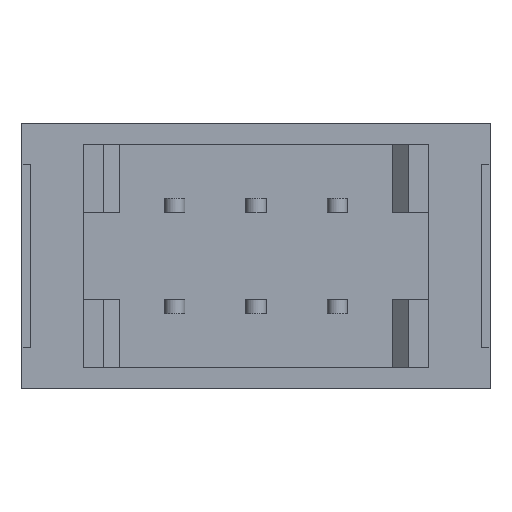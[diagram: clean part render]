
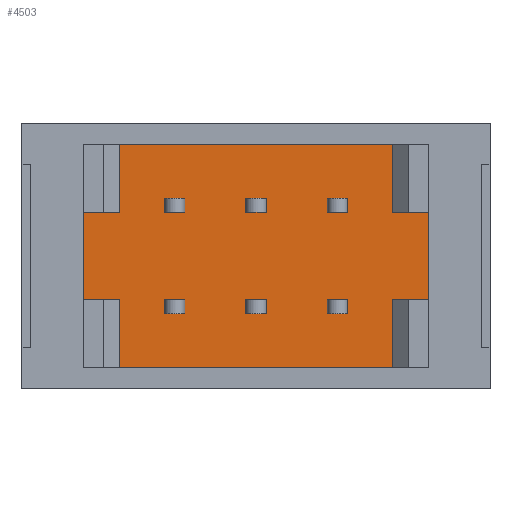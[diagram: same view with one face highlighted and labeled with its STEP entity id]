
A CAD part, front view. The second image highlights one B-rep face of the part: STEP entity #4503.
In plain terms, the highlighted planar face has unit normal (0, -1, 0).
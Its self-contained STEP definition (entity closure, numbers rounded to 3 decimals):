
#197 = EDGE_CURVE ( 'NONE', #1921, #3176, #1684, .T. ) ;
#287 = CARTESIAN_POINT ( 'NONE',  ( -5.75, 0.4, -1.075 ) ) ;
#302 = CARTESIAN_POINT ( 'NONE',  ( 3.35, 0.4, 3.25 ) ) ;
#307 = CARTESIAN_POINT ( 'NONE',  ( 3.35, 0.4, -1.075 ) ) ;
#350 = VECTOR ( 'NONE', #3445, 1000. ) ;
#351 = CARTESIAN_POINT ( 'NONE',  ( -3.35, 0.4, 3.25 ) ) ;
#353 = CARTESIAN_POINT ( 'NONE',  ( -3.35, 0.4, 2.75 ) ) ;
#404 = EDGE_CURVE ( 'NONE', #3176, #2549, #4379, .T. ) ;
#465 = VERTEX_POINT ( 'NONE', #602 ) ;
#557 = VERTEX_POINT ( 'NONE', #2241 ) ;
#587 = LINE ( 'NONE', #353, #3533 ) ;
#602 = CARTESIAN_POINT ( 'NONE',  ( 3.35, 0.4, -2.75 ) ) ;
#628 = ORIENTED_EDGE ( 'NONE', *, *, #3262, .T. ) ;
#665 = CARTESIAN_POINT ( 'NONE',  ( -3.35, 0.4, -2.75 ) ) ;
#667 = ORIENTED_EDGE ( 'NONE', *, *, #966, .T. ) ;
#685 = ORIENTED_EDGE ( 'NONE', *, *, #2645, .F. ) ;
#744 = CARTESIAN_POINT ( 'NONE',  ( -4.25, 0.4, 1.075 ) ) ;
#775 = CARTESIAN_POINT ( 'NONE',  ( -4.25, 0.4, 3.25 ) ) ;
#848 = VERTEX_POINT ( 'NONE', #4295 ) ;
#966 = EDGE_CURVE ( 'NONE', #3107, #557, #4314, .T. ) ;
#972 = VECTOR ( 'NONE', #2349, 1000. ) ;
#1025 = DIRECTION ( 'NONE',  ( 1., 0., 0. ) ) ;
#1034 = EDGE_CURVE ( 'NONE', #2549, #3239, #1480, .T. ) ;
#1181 = DIRECTION ( 'NONE',  ( 1., 0., 0. ) ) ;
#1239 = DIRECTION ( 'NONE',  ( 0., 0., -1. ) ) ;
#1258 = VERTEX_POINT ( 'NONE', #2366 ) ;
#1265 = ORIENTED_EDGE ( 'NONE', *, *, #3945, .T. ) ;
#1331 = VECTOR ( 'NONE', #2886, 1000. ) ;
#1393 = CARTESIAN_POINT ( 'NONE',  ( -5.75, 0.4, -1.075 ) ) ;
#1468 = VERTEX_POINT ( 'NONE', #744 ) ;
#1480 = LINE ( 'NONE', #3688, #4654 ) ;
#1490 = DIRECTION ( 'NONE',  ( 0., 0., 1. ) ) ;
#1524 = CARTESIAN_POINT ( 'NONE',  ( -4.25, 0.4, -1.075 ) ) ;
#1546 = ORIENTED_EDGE ( 'NONE', *, *, #3524, .T. ) ;
#1637 = CARTESIAN_POINT ( 'NONE',  ( 3.35, 0.4, 2.75 ) ) ;
#1684 = LINE ( 'NONE', #302, #4032 ) ;
#1825 = VECTOR ( 'NONE', #4636, 1000. ) ;
#1866 = ORIENTED_EDGE ( 'NONE', *, *, #197, .F. ) ;
#1921 = VERTEX_POINT ( 'NONE', #1637 ) ;
#1998 = CARTESIAN_POINT ( 'NONE',  ( -5.75, 0.4, 1.075 ) ) ;
#2181 = EDGE_CURVE ( 'NONE', #1258, #2376, #4480, .T. ) ;
#2208 = EDGE_LOOP ( 'NONE', ( #2895, #2290, #3752, #4119, #1866, #1265, #4573, #685, #3307, #667, #628, #1546 ) ) ;
#2214 = PLANE ( 'NONE',  #3021 ) ;
#2233 = VECTOR ( 'NONE', #1181, 1000. ) ;
#2241 = CARTESIAN_POINT ( 'NONE',  ( -3.35, 0.4, -1.075 ) ) ;
#2276 = DIRECTION ( 'NONE',  ( 0., 0., 1. ) ) ;
#2290 = ORIENTED_EDGE ( 'NONE', *, *, #3664, .T. ) ;
#2331 = LINE ( 'NONE', #665, #350 ) ;
#2349 = DIRECTION ( 'NONE',  ( 1., 0., 0. ) ) ;
#2366 = CARTESIAN_POINT ( 'NONE',  ( -3.35, 0.4, 2.75 ) ) ;
#2376 = VERTEX_POINT ( 'NONE', #2583 ) ;
#2405 = VECTOR ( 'NONE', #2276, 1000. ) ;
#2431 = CARTESIAN_POINT ( 'NONE',  ( 4.25, 0.4, -1.075 ) ) ;
#2460 = VERTEX_POINT ( 'NONE', #307 ) ;
#2549 = VERTEX_POINT ( 'NONE', #3048 ) ;
#2583 = CARTESIAN_POINT ( 'NONE',  ( -3.35, 0.4, 1.075 ) ) ;
#2645 = EDGE_CURVE ( 'NONE', #1468, #2376, #3776, .T. ) ;
#2697 = LINE ( 'NONE', #3856, #4015 ) ;
#2702 = CARTESIAN_POINT ( 'NONE',  ( -5.75, 0.4, 1.075 ) ) ;
#2760 = EDGE_CURVE ( 'NONE', #2460, #465, #2697, .T. ) ;
#2830 = CARTESIAN_POINT ( 'NONE',  ( -3.35, 0.4, 3.25 ) ) ;
#2886 = DIRECTION ( 'NONE',  ( 1., 0., 0. ) ) ;
#2895 = ORIENTED_EDGE ( 'NONE', *, *, #2760, .F. ) ;
#2919 = DIRECTION ( 'NONE',  ( 0., 0., -1. ) ) ;
#2952 = EDGE_CURVE ( 'NONE', #3107, #1468, #3486, .T. ) ;
#2990 = DIRECTION ( 'NONE',  ( -1., 0., 0. ) ) ;
#3021 = AXIS2_PLACEMENT_3D ( 'NONE', #351, #4462, #1490 ) ;
#3048 = CARTESIAN_POINT ( 'NONE',  ( 4.25, 0.4, 1.075 ) ) ;
#3107 = VERTEX_POINT ( 'NONE', #1524 ) ;
#3176 = VERTEX_POINT ( 'NONE', #3974 ) ;
#3239 = VERTEX_POINT ( 'NONE', #2431 ) ;
#3262 = EDGE_CURVE ( 'NONE', #557, #848, #3947, .T. ) ;
#3305 = LINE ( 'NONE', #287, #1331 ) ;
#3307 = ORIENTED_EDGE ( 'NONE', *, *, #2952, .F. ) ;
#3331 = VECTOR ( 'NONE', #1025, 1000. ) ;
#3445 = DIRECTION ( 'NONE',  ( 1., 0., 0. ) ) ;
#3486 = LINE ( 'NONE', #775, #2405 ) ;
#3524 = EDGE_CURVE ( 'NONE', #848, #465, #2331, .T. ) ;
#3533 = VECTOR ( 'NONE', #2990, 1000. ) ;
#3634 = DIRECTION ( 'NONE',  ( 0., 0., -1. ) ) ;
#3664 = EDGE_CURVE ( 'NONE', #2460, #3239, #3305, .T. ) ;
#3688 = CARTESIAN_POINT ( 'NONE',  ( 4.25, 0.4, 3.25 ) ) ;
#3752 = ORIENTED_EDGE ( 'NONE', *, *, #1034, .F. ) ;
#3776 = LINE ( 'NONE', #2702, #2233 ) ;
#3856 = CARTESIAN_POINT ( 'NONE',  ( 3.35, 0.4, 3.25 ) ) ;
#3945 = EDGE_CURVE ( 'NONE', #1921, #1258, #587, .T. ) ;
#3947 = LINE ( 'NONE', #2830, #1825 ) ;
#3974 = CARTESIAN_POINT ( 'NONE',  ( 3.35, 0.4, 1.075 ) ) ;
#4015 = VECTOR ( 'NONE', #4567, 1000. ) ;
#4032 = VECTOR ( 'NONE', #3634, 1000. ) ;
#4119 = ORIENTED_EDGE ( 'NONE', *, *, #404, .F. ) ;
#4295 = CARTESIAN_POINT ( 'NONE',  ( -3.35, 0.4, -2.75 ) ) ;
#4314 = LINE ( 'NONE', #1393, #3331 ) ;
#4379 = LINE ( 'NONE', #1998, #972 ) ;
#4462 = DIRECTION ( 'NONE',  ( 0., 1., 0. ) ) ;
#4480 = LINE ( 'NONE', #4558, #4697 ) ;
#4503 = ADVANCED_FACE ( 'NONE', ( #4613 ), #2214, .F. ) ;
#4558 = CARTESIAN_POINT ( 'NONE',  ( -3.35, 0.4, 3.25 ) ) ;
#4567 = DIRECTION ( 'NONE',  ( 0., 0., -1. ) ) ;
#4573 = ORIENTED_EDGE ( 'NONE', *, *, #2181, .T. ) ;
#4613 = FACE_OUTER_BOUND ( 'NONE', #2208, .T. ) ;
#4636 = DIRECTION ( 'NONE',  ( 0., 0., -1. ) ) ;
#4654 = VECTOR ( 'NONE', #2919, 1000. ) ;
#4697 = VECTOR ( 'NONE', #1239, 1000. ) ;
